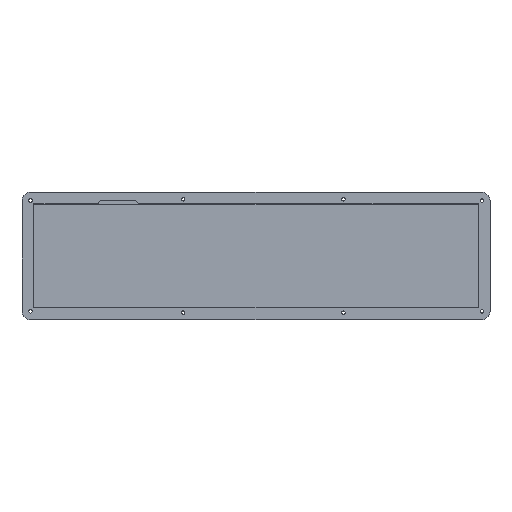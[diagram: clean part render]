
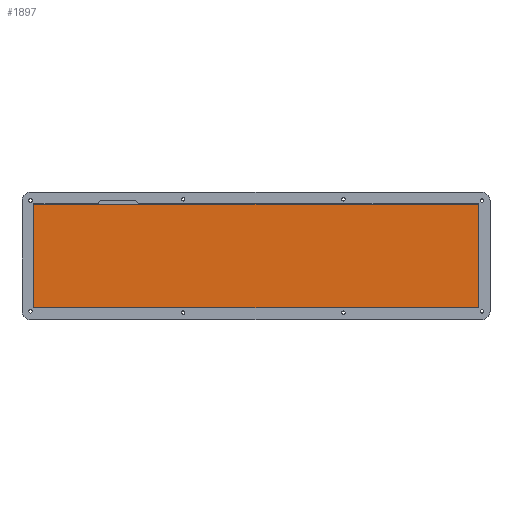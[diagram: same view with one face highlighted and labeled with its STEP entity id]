
A CAD part, top view. The second image highlights one B-rep face of the part: STEP entity #1897.
In plain terms, the highlighted planar face has unit normal (0, 0, 1).
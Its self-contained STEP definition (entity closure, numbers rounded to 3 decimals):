
#117=PLANE('',#2191);
#192=LINE('',#3279,#300);
#223=LINE('',#3413,#331);
#225=LINE('',#3416,#333);
#226=LINE('',#3418,#334);
#300=VECTOR('',#2684,10.);
#331=VECTOR('',#2853,10.);
#333=VECTOR('',#2857,10.);
#334=VECTOR('',#2860,10.);
#457=FACE_OUTER_BOUND('',#601,.T.);
#601=EDGE_LOOP('',(#1743,#1744,#1745,#1746));
#899=VERTEX_POINT('',#3277);
#900=VERTEX_POINT('',#3278);
#933=VERTEX_POINT('',#3410);
#934=VERTEX_POINT('',#3412);
#1140=EDGE_CURVE('',#899,#900,#192,.F.);
#1203=EDGE_CURVE('',#933,#934,#223,.F.);
#1205=EDGE_CURVE('',#900,#933,#225,.T.);
#1206=EDGE_CURVE('',#934,#899,#226,.F.);
#1743=ORIENTED_EDGE('',*,*,#1140,.F.);
#1744=ORIENTED_EDGE('',*,*,#1206,.F.);
#1745=ORIENTED_EDGE('',*,*,#1203,.F.);
#1746=ORIENTED_EDGE('',*,*,#1205,.F.);
#1897=ADVANCED_FACE('',(#457),#117,.T.);
#2191=AXIS2_PLACEMENT_3D('',#3417,#2858,#2859);
#2684=DIRECTION('',(-1.,0.,0.));
#2853=DIRECTION('',(1.,0.,0.));
#2857=DIRECTION('',(0.,-1.,0.));
#2858=DIRECTION('center_axis',(0.,0.,1.));
#2859=DIRECTION('ref_axis',(-1.,0.,0.));
#2860=DIRECTION('',(0.,-1.,0.));
#3277=CARTESIAN_POINT('',(-2.,2.003,-1.8));
#3278=CARTESIAN_POINT('',(259.175,2.003,-1.8));
#3279=CARTESIAN_POINT('',(195.131,2.003,-1.8));
#3410=CARTESIAN_POINT('',(259.175,-59.149,-1.8));
#3412=CARTESIAN_POINT('',(-2.,-59.149,-1.8));
#3413=CARTESIAN_POINT('',(62.044,-59.149,-1.8));
#3416=CARTESIAN_POINT('',(259.175,-45.111,-1.8));
#3417=CARTESIAN_POINT('Origin',(128.587,-28.573,-1.8));
#3418=CARTESIAN_POINT('',(-2.,-12.035,-1.8));
